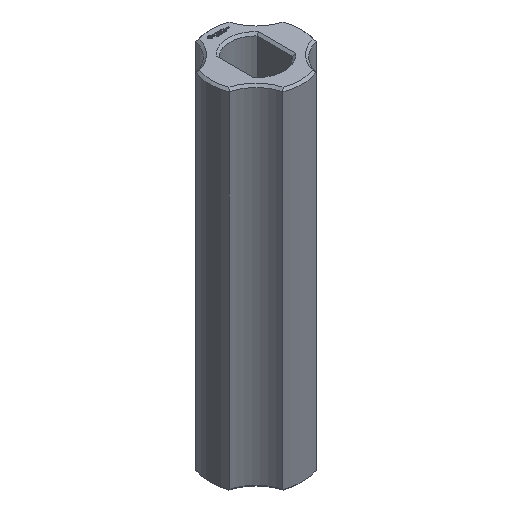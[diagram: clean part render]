
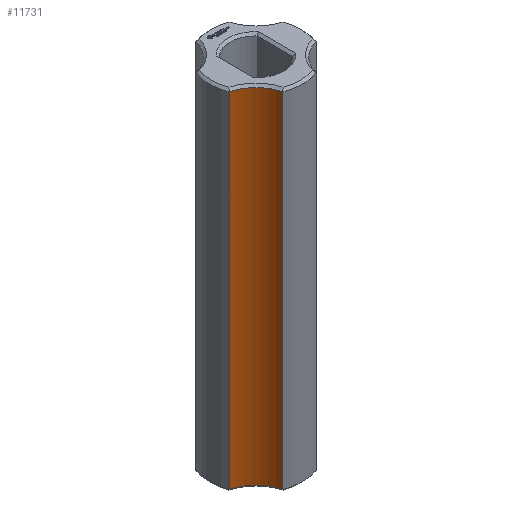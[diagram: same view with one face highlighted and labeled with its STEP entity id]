
A CAD part, isometric view. The second image highlights one B-rep face of the part: STEP entity #11731.
In plain terms, the highlighted cylindrical face has radius 5 mm (diameter 10 mm), a partial arc.
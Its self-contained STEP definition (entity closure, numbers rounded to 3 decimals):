
#189 = CYLINDRICAL_SURFACE('',#190,6.25);
#190 = AXIS2_PLACEMENT_3D('',#191,#192,#193);
#191 = CARTESIAN_POINT('',(0.,0.,0.));
#192 = DIRECTION('',(-0.,-0.,-1.));
#193 = DIRECTION('',(1.,0.,0.));
#625 = EDGE_CURVE('',#626,#628,#630,.T.);
#626 = VERTEX_POINT('',#627);
#627 = CARTESIAN_POINT('',(-2.225,-5.841,0.3));
#628 = VERTEX_POINT('',#629);
#629 = CARTESIAN_POINT('',(-2.225,-5.841,46.575));
#630 = SURFACE_CURVE('',#631,(#635,#642),.PCURVE_S1.);
#631 = LINE('',#632,#633);
#632 = CARTESIAN_POINT('',(-2.225,-5.841,0.));
#633 = VECTOR('',#634,1.);
#634 = DIRECTION('',(0.,0.,1.));
#635 = PCURVE('',#189,#636);
#636 = DEFINITIONAL_REPRESENTATION('',(#637),#641);
#637 = LINE('',#638,#639);
#638 = CARTESIAN_POINT('',(-4.348,0.));
#639 = VECTOR('',#640,1.);
#640 = DIRECTION('',(-0.,-1.));
#641 = ( GEOMETRIC_REPRESENTATION_CONTEXT(2) 
PARAMETRIC_REPRESENTATION_CONTEXT() REPRESENTATION_CONTEXT('2D SPACE',''
  ) );
#642 = PCURVE('',#643,#648);
#643 = CYLINDRICAL_SURFACE('',#644,5.);
#644 = AXIS2_PLACEMENT_3D('',#645,#646,#647);
#645 = CARTESIAN_POINT('',(-7.071,-7.071,0.));
#646 = DIRECTION('',(-0.,-0.,-1.));
#647 = DIRECTION('',(1.,0.,0.));
#648 = DEFINITIONAL_REPRESENTATION('',(#649),#653);
#649 = LINE('',#650,#651);
#650 = CARTESIAN_POINT('',(-0.249,0.));
#651 = VECTOR('',#652,1.);
#652 = DIRECTION('',(-0.,-1.));
#653 = ( GEOMETRIC_REPRESENTATION_CONTEXT(2) 
PARAMETRIC_REPRESENTATION_CONTEXT() REPRESENTATION_CONTEXT('2D SPACE',''
  ) );
#832 = CONICAL_SURFACE('',#833,5.,0.785);
#833 = AXIS2_PLACEMENT_3D('',#834,#835,#836);
#834 = CARTESIAN_POINT('',(-7.071,-7.071,0.3));
#835 = DIRECTION('',(-0.,-0.,-1.));
#836 = DIRECTION('',(0.969,0.246,0.));
#1149 = CONICAL_SURFACE('',#1150,5.,0.785);
#1150 = AXIS2_PLACEMENT_3D('',#1151,#1152,#1153);
#1151 = CARTESIAN_POINT('',(-7.071,-7.071,46.575));
#1152 = DIRECTION('',(0.,0.,1.));
#1153 = DIRECTION('',(0.969,0.246,0.));
#11731 = ADVANCED_FACE('',(#11732),#643,.F.);
#11732 = FACE_BOUND('',#11733,.T.);
#11733 = EDGE_LOOP('',(#11734,#11735,#11759,#11787));
#11734 = ORIENTED_EDGE('',*,*,#625,.T.);
#11735 = ORIENTED_EDGE('',*,*,#11736,.T.);
#11736 = EDGE_CURVE('',#628,#11737,#11739,.T.);
#11737 = VERTEX_POINT('',#11738);
#11738 = CARTESIAN_POINT('',(-5.841,-2.225,46.575));
#11739 = SURFACE_CURVE('',#11740,(#11745,#11752),.PCURVE_S1.);
#11740 = CIRCLE('',#11741,5.);
#11741 = AXIS2_PLACEMENT_3D('',#11742,#11743,#11744);
#11742 = CARTESIAN_POINT('',(-7.071,-7.071,46.575));
#11743 = DIRECTION('',(0.,-0.,1.));
#11744 = DIRECTION('',(0.969,0.246,0.));
#11745 = PCURVE('',#643,#11746);
#11746 = DEFINITIONAL_REPRESENTATION('',(#11747),#11751);
#11747 = LINE('',#11748,#11749);
#11748 = CARTESIAN_POINT('',(-0.249,-46.575));
#11749 = VECTOR('',#11750,1.);
#11750 = DIRECTION('',(-1.,0.));
#11751 = ( GEOMETRIC_REPRESENTATION_CONTEXT(2) 
PARAMETRIC_REPRESENTATION_CONTEXT() REPRESENTATION_CONTEXT('2D SPACE',''
  ) );
#11752 = PCURVE('',#1149,#11753);
#11753 = DEFINITIONAL_REPRESENTATION('',(#11754),#11758);
#11754 = LINE('',#11755,#11756);
#11755 = CARTESIAN_POINT('',(0.,0.));
#11756 = VECTOR('',#11757,1.);
#11757 = DIRECTION('',(1.,0.));
#11758 = ( GEOMETRIC_REPRESENTATION_CONTEXT(2) 
PARAMETRIC_REPRESENTATION_CONTEXT() REPRESENTATION_CONTEXT('2D SPACE',''
  ) );
#11759 = ORIENTED_EDGE('',*,*,#11760,.F.);
#11760 = EDGE_CURVE('',#11761,#11737,#11763,.T.);
#11761 = VERTEX_POINT('',#11762);
#11762 = CARTESIAN_POINT('',(-5.841,-2.225,0.3));
#11763 = SURFACE_CURVE('',#11764,(#11768,#11775),.PCURVE_S1.);
#11764 = LINE('',#11765,#11766);
#11765 = CARTESIAN_POINT('',(-5.841,-2.225,0.));
#11766 = VECTOR('',#11767,1.);
#11767 = DIRECTION('',(0.,0.,1.));
#11768 = PCURVE('',#643,#11769);
#11769 = DEFINITIONAL_REPRESENTATION('',(#11770),#11774);
#11770 = LINE('',#11771,#11772);
#11771 = CARTESIAN_POINT('',(-1.322,0.));
#11772 = VECTOR('',#11773,1.);
#11773 = DIRECTION('',(-0.,-1.));
#11774 = ( GEOMETRIC_REPRESENTATION_CONTEXT(2) 
PARAMETRIC_REPRESENTATION_CONTEXT() REPRESENTATION_CONTEXT('2D SPACE',''
  ) );
#11775 = PCURVE('',#11776,#11781);
#11776 = CYLINDRICAL_SURFACE('',#11777,6.25);
#11777 = AXIS2_PLACEMENT_3D('',#11778,#11779,#11780);
#11778 = CARTESIAN_POINT('',(0.,0.,0.));
#11779 = DIRECTION('',(-0.,-0.,-1.));
#11780 = DIRECTION('',(1.,0.,0.));
#11781 = DEFINITIONAL_REPRESENTATION('',(#11782),#11786);
#11782 = LINE('',#11783,#11784);
#11783 = CARTESIAN_POINT('',(-3.506,0.));
#11784 = VECTOR('',#11785,1.);
#11785 = DIRECTION('',(-0.,-1.));
#11786 = ( GEOMETRIC_REPRESENTATION_CONTEXT(2) 
PARAMETRIC_REPRESENTATION_CONTEXT() REPRESENTATION_CONTEXT('2D SPACE',''
  ) );
#11787 = ORIENTED_EDGE('',*,*,#11788,.F.);
#11788 = EDGE_CURVE('',#626,#11761,#11789,.T.);
#11789 = SURFACE_CURVE('',#11790,(#11795,#11802),.PCURVE_S1.);
#11790 = CIRCLE('',#11791,5.);
#11791 = AXIS2_PLACEMENT_3D('',#11792,#11793,#11794);
#11792 = CARTESIAN_POINT('',(-7.071,-7.071,0.3));
#11793 = DIRECTION('',(0.,-0.,1.));
#11794 = DIRECTION('',(0.969,0.246,0.));
#11795 = PCURVE('',#643,#11796);
#11796 = DEFINITIONAL_REPRESENTATION('',(#11797),#11801);
#11797 = LINE('',#11798,#11799);
#11798 = CARTESIAN_POINT('',(-0.249,-0.3));
#11799 = VECTOR('',#11800,1.);
#11800 = DIRECTION('',(-1.,0.));
#11801 = ( GEOMETRIC_REPRESENTATION_CONTEXT(2) 
PARAMETRIC_REPRESENTATION_CONTEXT() REPRESENTATION_CONTEXT('2D SPACE',''
  ) );
#11802 = PCURVE('',#832,#11803);
#11803 = DEFINITIONAL_REPRESENTATION('',(#11804),#11808);
#11804 = LINE('',#11805,#11806);
#11805 = CARTESIAN_POINT('',(-0.,0.));
#11806 = VECTOR('',#11807,1.);
#11807 = DIRECTION('',(-1.,0.));
#11808 = ( GEOMETRIC_REPRESENTATION_CONTEXT(2) 
PARAMETRIC_REPRESENTATION_CONTEXT() REPRESENTATION_CONTEXT('2D SPACE',''
  ) );
